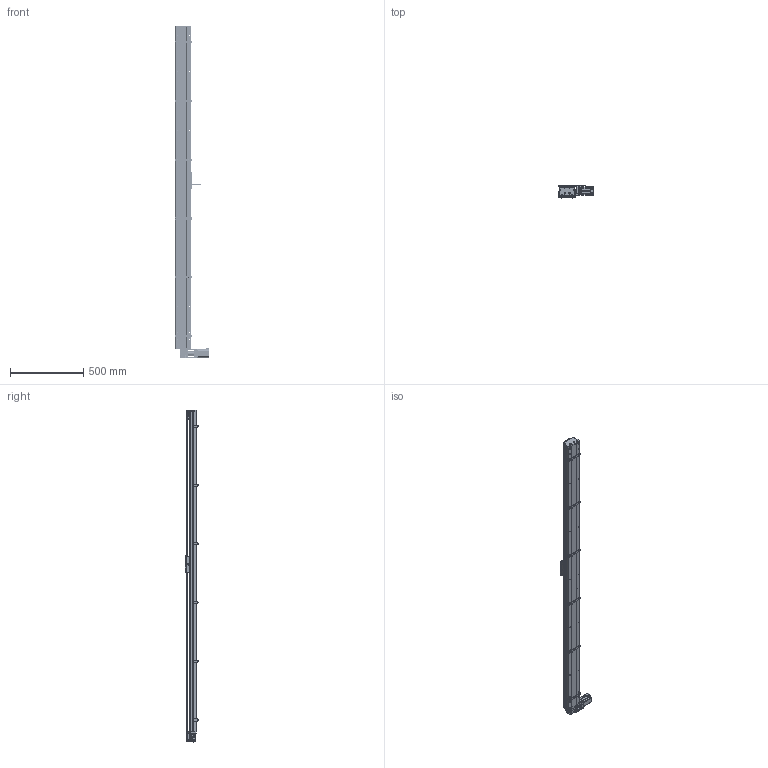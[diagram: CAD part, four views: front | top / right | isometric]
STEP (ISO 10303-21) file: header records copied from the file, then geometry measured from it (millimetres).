
FILE_DESCRIPTION(/* description */ (''),/* implementation_level */ '2;1');
FILE_NAME(/* name */ 'Rail Assembly HD Series 2000mm.step',/* time_stamp */ '2025-11-10T13:11:40-08:00',/* author */ (''),/* organization */ (''),/* preprocessor_version */ 'ST-DEVELOPER v20.1',/* originating_system */ 'Autodesk Translation Framework v14.17.0.0',/* authorisation */ '');
FILE_SCHEMA (('AUTOMOTIVE_DESIGN { 1 0 10303 214 3 1 1 }'));
Products named in the file (17): Rail Assembly HD Series 2000mm; robot_to_rail; drag chain holder; Motor; 91290A144_Alloy Steel Socket Head Screw; 2464K19_Clamping Precision Flexible Shaft Coupling; FW100TBD-2000ÐÐ³Ìµ¥»¬¿
é×°ÅäÌåJ; FW100TBDµ¥»¬¿é2000ÐÐ³
Ìµ××ùJ; ak+02-11-1; 40Í¬²½´ø60µç»ú
Á¬½Ó°å; FW100TBDÇ°°åÓÒ³öÖá
×°ÅäÌåJ; FW100TBDµ¥»¬¿é¼òÅä
ÌåJ; FW100TBDºóÖá³Ð×ù×°
ÅäÌåJ; FW100Í¬²½ÂÖµ¥³ö
ÖáJ; rail_mount; 91290A224_Alloy Steel Socket Head Screw; 91290A110_Alloy Steel Socket Head Screw
Assembly tree (52 placements, depth 3):
  Rail Assembly HD Series 2000mm
    rail_mount  x6
    robot_to_rail
    drag chain holder
    Motor
    91290A144_Alloy Steel Socket Head Screw  x4
    91290A224_Alloy Steel Socket Head Screw  x16
    91290A110_Alloy Steel Socket Head Screw  x14
    2464K19_Clamping Precision Flexible Shaft Coupling
    FW100TBD-2000ÐÐ³Ìµ¥»¬¿
é×°ÅäÌåJ
      FW100TBDµ¥»¬¿é2000ÐÐ³
Ìµ××ùJ
      ak+02-11-1
      40Í¬²½´ø60µç»ú
Á¬½Ó°å
      FW100TBDÇ°°åÓÒ³öÖá
×°ÅäÌåJ
      FW100TBDµ¥»¬¿é¼òÅä
ÌåJ
      FW100TBDºóÖá³Ð×ù×°
ÅäÌåJ
      FW100Í¬²½ÂÖµ¥³ö
ÖáJ
Bounding box: 237.9 x 90.1 x 2261 mm (x, y, z)
Volume: 5244978.6 mm3; surface area: 2153426.9 mm2
Topology: 71 solids, 75 shells, 3753 faces, 10085 edges, 6578 vertices
Faces by surface type: cylinder 1666, plane 1471, cone 357, bspline 207, torus 42, sphere 10
Full cylindrical faces by diameter (mm): 0.1 x6, 1.5 x2, 1.6 x1, 2.215 x8, 2.35 x166, 2.5 x8, 2.529 x2, 3 x162, 3.091 x52, 3.2 x2, 3.254 x4, 3.3 x18, 3.332 x2, 3.4 x6, 3.5 x8, 3.8 x2, 3.961 x176, 4 x60, 4.2 x24, 4.234 x4, 4.5 x8, 4.572 x1, 5 x201, 5.1 x6, 5.4 x3, 5.5 x38, 5.83 x2, 6 x6, 6.5 x36, 6.604 x1
Entity records: 92656 total; most frequent: CARTESIAN_POINT 37276, ORIENTED_EDGE 11766, DIRECTION 11065, EDGE_CURVE 5883, AXIS2_PLACEMENT_3D 3907, VERTEX_POINT 3872, LINE 3251, VECTOR 3251
